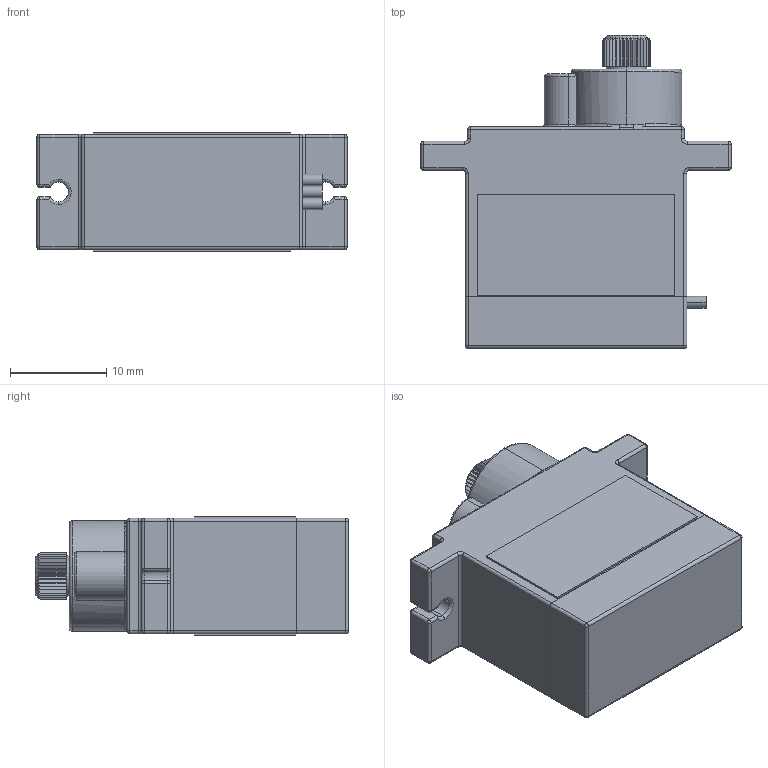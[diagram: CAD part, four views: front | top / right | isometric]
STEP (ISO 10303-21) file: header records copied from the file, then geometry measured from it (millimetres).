
FILE_DESCRIPTION (( 'STEP AP214' ), '1' );
FILE_NAME ('Servo-MG90S.STEP', '2021-05-18T10:33:20', ( '' ), ( '' ), 'SwSTEP 2.0', 'SolidWorks 2020', '' );
FILE_SCHEMA (( 'AUTOMOTIVE_DESIGN' ));
Length unit declared in the file: millimetre
Products named in the file (1): Servo-MG90S
Bounding box: 32.2 x 32.5 x 12.4 mm (x, y, z)
Volume: 7466.8 mm3; surface area: 2795 mm2
Topology: 1 solids, 1 shells, 266 faces, 664 edges, 381 vertices
Faces by surface type: plane 116, cylinder 80, torus 32, sphere 24, bspline 12, cone 2
Entity records: 8943 total; most frequent: CARTESIAN_POINT 1867, ORIENTED_EDGE 1280, DIRECTION 1257, EDGE_CURVE 640, AXIS2_PLACEMENT_3D 469, VERTEX_POINT 381, LINE 319, VECTOR 319
